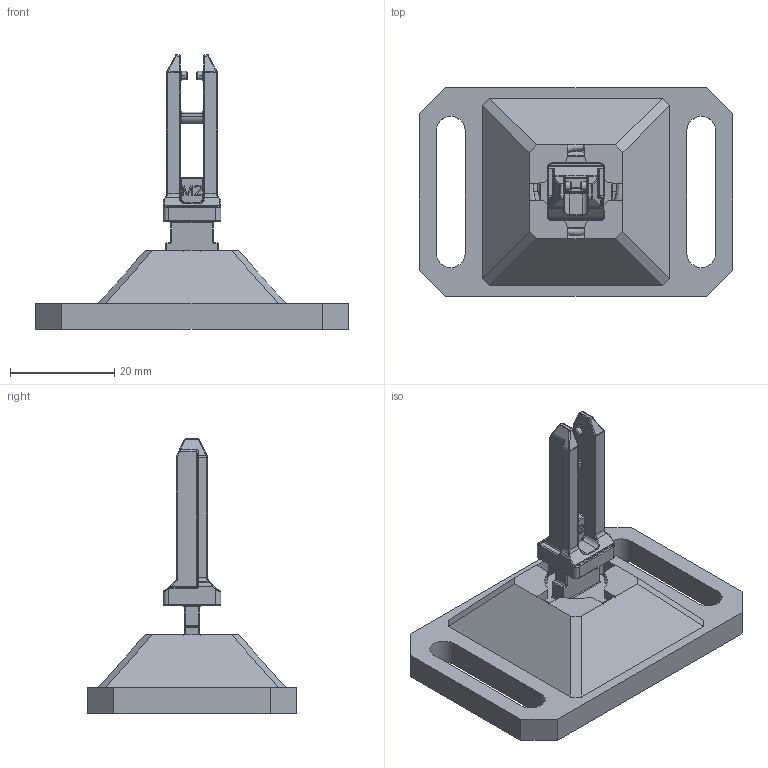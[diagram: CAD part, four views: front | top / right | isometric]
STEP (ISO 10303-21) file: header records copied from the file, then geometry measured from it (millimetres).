
FILE_DESCRIPTION((''),'2;1');
FILE_NAME('3911742378_SW0001','2022-10-05T08:53:46',('Michaela.Grimm'),(''),'CREO PARAMETRIC BY PTC INC, 2018300','CREO PARAMETRIC BY PTC INC, 2018300','');
FILE_SCHEMA(('AUTOMOTIVE_DESIGN { 1 0 10303 214 1 1 1 1 }'));
Length unit declared in the file: millimetre
Products named in the file (1): 3911742378_SW0001
Bounding box: 60 x 40 x 52.6 mm (x, y, z)
Volume: 13722.8 mm3; surface area: 10808.7 mm2
Topology: 1 solids, 1 shells, 501 faces, 1218 edges, 716 vertices
Faces by surface type: cylinder 180, plane 171, torus 79, bspline 49, sphere 22
Entity records: 27399 total; most frequent: CARTESIAN_POINT 7679, DIRECTION 2439, ORIENTED_EDGE 2428, PRESENTATION_STYLE_ASSIGNMENT 1716, STYLED_ITEM 1215, CURVE_STYLE 1214, EDGE_CURVE 1214, AXIS2_PLACEMENT_3D 901
